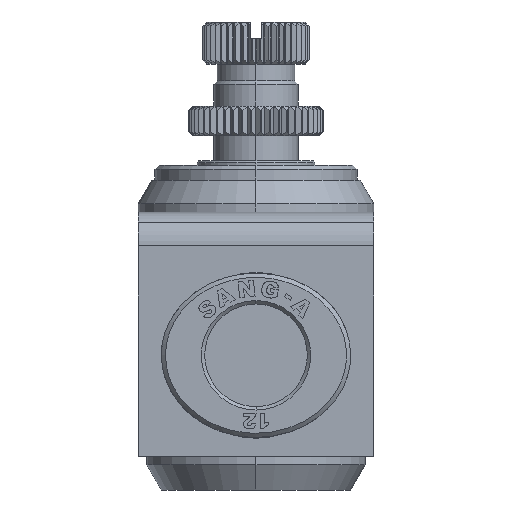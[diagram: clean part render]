
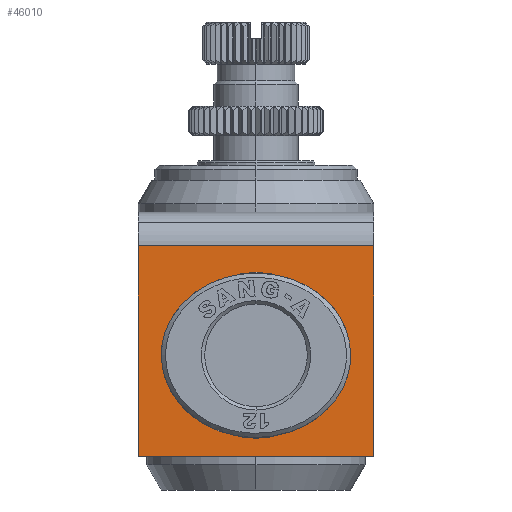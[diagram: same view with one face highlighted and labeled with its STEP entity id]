
A CAD part, left-side view. The second image highlights one B-rep face of the part: STEP entity #46010.
In plain terms, the highlighted planar face has unit normal (-1, 0, 0).
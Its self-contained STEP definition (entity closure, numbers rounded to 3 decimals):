
#637=CARTESIAN_POINT('',(-10.0,5.5,14.1));
#638=VERTEX_POINT('',#637);
#654=CARTESIAN_POINT('',(-10.,5.5,-5.6));
#655=VERTEX_POINT('',#654);
#662=CARTESIAN_POINT('',(-10.,5.5,4.25));
#663=DIRECTION('',(1.0,0.0,0.0));
#664=DIRECTION('',(0.0,0.0,1.0));
#665=AXIS2_PLACEMENT_3D('',#662,#663,#664);
#666=CIRCLE('',#665,9.85);
#667=EDGE_CURVE('',#638,#655,#666,.T.);
#45396=CARTESIAN_POINT('',(-10.,5.5,4.25));
#45397=DIRECTION('',(1.0,0.0,0.0));
#45398=DIRECTION('',(0.0,0.0,1.0));
#45399=AXIS2_PLACEMENT_3D('',#45396,#45397,#45398);
#45400=CIRCLE('',#45399,9.85);
#45401=EDGE_CURVE('',#655,#638,#45400,.T.);
#45904=CARTESIAN_POINT('',(-10.0,-8.5,17.25));
#45905=VERTEX_POINT('',#45904);
#45913=CARTESIAN_POINT('',(-10.0,-8.5,-7.75));
#45914=VERTEX_POINT('',#45913);
#45915=CARTESIAN_POINT('',(-10.0,-8.5,-7.75));
#45916=DIRECTION('',(0.0,0.0,1.0));
#45917=VECTOR('',#45916,25.0);
#45918=LINE('',#45915,#45917);
#45919=EDGE_CURVE('',#45914,#45905,#45918,.T.);
#45964=CARTESIAN_POINT('',(-10.0,19.5,17.25));
#45965=VERTEX_POINT('',#45964);
#45973=CARTESIAN_POINT('',(-10.0,19.5,17.25));
#45974=DIRECTION('',(0.0,-1.0,0.0));
#45975=VECTOR('',#45974,28.0);
#45976=LINE('',#45973,#45975);
#45977=EDGE_CURVE('',#45965,#45905,#45976,.T.);
#45983=CARTESIAN_POINT('',(-10.0,5.5,21.25));
#45984=DIRECTION('',(-1.0,0.0,0.0));
#45985=DIRECTION('',(0.0,0.0,1.0));
#45986=AXIS2_PLACEMENT_3D('',#45983,#45984,#45985);
#45987=PLANE('',#45986);
#45988=ORIENTED_EDGE('',*,*,#45977,.F.);
#45989=CARTESIAN_POINT('',(-10.0,19.5,-7.75));
#45990=VERTEX_POINT('',#45989);
#45991=CARTESIAN_POINT('',(-10.0,19.5,17.25));
#45992=DIRECTION('',(0.0,0.0,-1.0));
#45993=VECTOR('',#45992,25.0);
#45994=LINE('',#45991,#45993);
#45995=EDGE_CURVE('',#45965,#45990,#45994,.T.);
#45996=ORIENTED_EDGE('',*,*,#45995,.T.);
#45997=CARTESIAN_POINT('',(-10.0,19.5,-7.75));
#45998=DIRECTION('',(0.0,-1.0,0.0));
#45999=VECTOR('',#45998,28.0);
#46000=LINE('',#45997,#45999);
#46001=EDGE_CURVE('',#45990,#45914,#46000,.T.);
#46002=ORIENTED_EDGE('',*,*,#46001,.T.);
#46003=ORIENTED_EDGE('',*,*,#45919,.T.);
#46004=EDGE_LOOP('',(#45988,#45996,#46002,#46003));
#46005=FACE_OUTER_BOUND('',#46004,.T.);
#46006=ORIENTED_EDGE('',*,*,#667,.T.);
#46007=ORIENTED_EDGE('',*,*,#45401,.T.);
#46008=EDGE_LOOP('',(#46006,#46007));
#46009=FACE_BOUND('',#46008,.T.);
#46010=ADVANCED_FACE('',(#46005,#46009),#45987,.T.);
